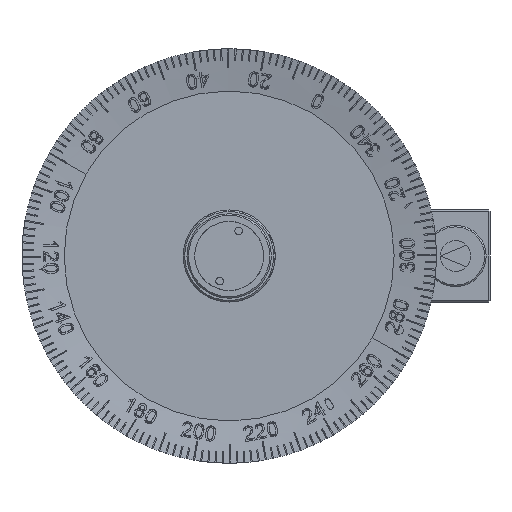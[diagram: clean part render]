
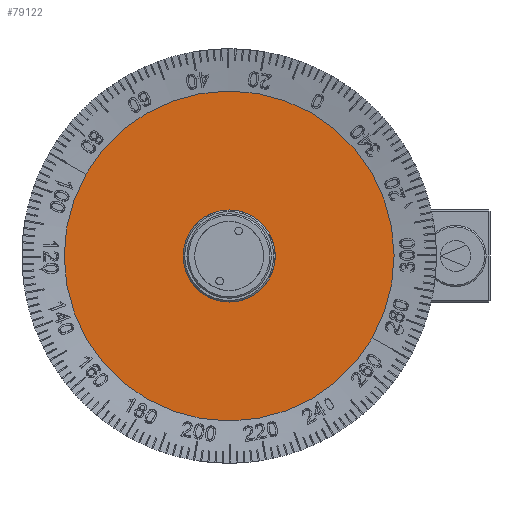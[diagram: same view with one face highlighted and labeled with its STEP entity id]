
A CAD part, left-side view. The second image highlights one B-rep face of the part: STEP entity #79122.
In plain terms, the highlighted face is planar.
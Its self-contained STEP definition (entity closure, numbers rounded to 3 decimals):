
#6783 = VERTEX_POINT ( 'NONE', #68157 ) ;
#10281 = DIRECTION ( 'NONE',  ( 0., 0., 1. ) ) ;
#17139 = CIRCLE ( 'NONE', #98661, 25. ) ;
#20805 = CIRCLE ( 'NONE', #32515, 4. ) ;
#24413 = CARTESIAN_POINT ( 'NONE',  ( 25., 0., 1.5 ) ) ;
#26173 = CIRCLE ( 'NONE', #69636, 4. ) ;
#26568 = CARTESIAN_POINT ( 'NONE',  ( 0., 0., 1.5 ) ) ;
#26645 = DIRECTION ( 'NONE',  ( 1., 0., 0. ) ) ;
#27031 = CARTESIAN_POINT ( 'NONE',  ( 0., 0., 1.5 ) ) ;
#28557 = DIRECTION ( 'NONE',  ( 0., 0., 1. ) ) ;
#30134 = CARTESIAN_POINT ( 'NONE',  ( 0., 0., 1.5 ) ) ;
#31487 = DIRECTION ( 'NONE',  ( 0., 0., 1. ) ) ;
#31694 = VERTEX_POINT ( 'NONE', #24413 ) ;
#32515 = AXIS2_PLACEMENT_3D ( 'NONE', #30134, #28557, #65304 ) ;
#35050 = AXIS2_PLACEMENT_3D ( 'NONE', #113530, #31487, #69032 ) ;
#42414 = AXIS2_PLACEMENT_3D ( 'NONE', #27031, #99383, #26645 ) ;
#48269 = DIRECTION ( 'NONE',  ( 1., 0., 0. ) ) ;
#52089 = EDGE_LOOP ( 'NONE', ( #118928, #58418 ) ) ;
#52282 = EDGE_CURVE ( 'NONE', #113764, #66335, #26173, .T. ) ;
#58418 = ORIENTED_EDGE ( 'NONE', *, *, #91449, .T. ) ;
#60035 = FACE_BOUND ( 'NONE', #112241, .T. ) ;
#65304 = DIRECTION ( 'NONE',  ( 1., 0., 0. ) ) ;
#66335 = VERTEX_POINT ( 'NONE', #90749 ) ;
#68157 = CARTESIAN_POINT ( 'NONE',  ( -25., 0., 1.5 ) ) ;
#68518 = EDGE_CURVE ( 'NONE', #6783, #31694, #17139, .T. ) ;
#69032 = DIRECTION ( 'NONE',  ( 1., 0., 0. ) ) ;
#69636 = AXIS2_PLACEMENT_3D ( 'NONE', #103962, #10281, #48269 ) ;
#79122 = ADVANCED_FACE ( 'NONE', ( #60035, #117908 ), #90499, .T. ) ;
#81251 = CIRCLE ( 'NONE', #35050, 25. ) ;
#83805 = EDGE_CURVE ( 'NONE', #66335, #113764, #20805, .T. ) ;
#88373 = CARTESIAN_POINT ( 'NONE',  ( -4., 0., 1.5 ) ) ;
#90499 = PLANE ( 'NONE',  #42414 ) ;
#90749 = CARTESIAN_POINT ( 'NONE',  ( 4., 0., 1.5 ) ) ;
#91449 = EDGE_CURVE ( 'NONE', #31694, #6783, #81251, .T. ) ;
#94061 = DIRECTION ( 'NONE',  ( 0., 0., 1. ) ) ;
#98661 = AXIS2_PLACEMENT_3D ( 'NONE', #26568, #94061, #119104 ) ;
#99383 = DIRECTION ( 'NONE',  ( 0., 0., 1. ) ) ;
#103962 = CARTESIAN_POINT ( 'NONE',  ( 0., 0., 1.5 ) ) ;
#112241 = EDGE_LOOP ( 'NONE', ( #115587, #112933 ) ) ;
#112933 = ORIENTED_EDGE ( 'NONE', *, *, #52282, .F. ) ;
#113530 = CARTESIAN_POINT ( 'NONE',  ( 0., 0., 1.5 ) ) ;
#113764 = VERTEX_POINT ( 'NONE', #88373 ) ;
#115587 = ORIENTED_EDGE ( 'NONE', *, *, #83805, .F. ) ;
#117908 = FACE_OUTER_BOUND ( 'NONE', #52089, .T. ) ;
#118928 = ORIENTED_EDGE ( 'NONE', *, *, #68518, .T. ) ;
#119104 = DIRECTION ( 'NONE',  ( 1., 0., 0. ) ) ;
